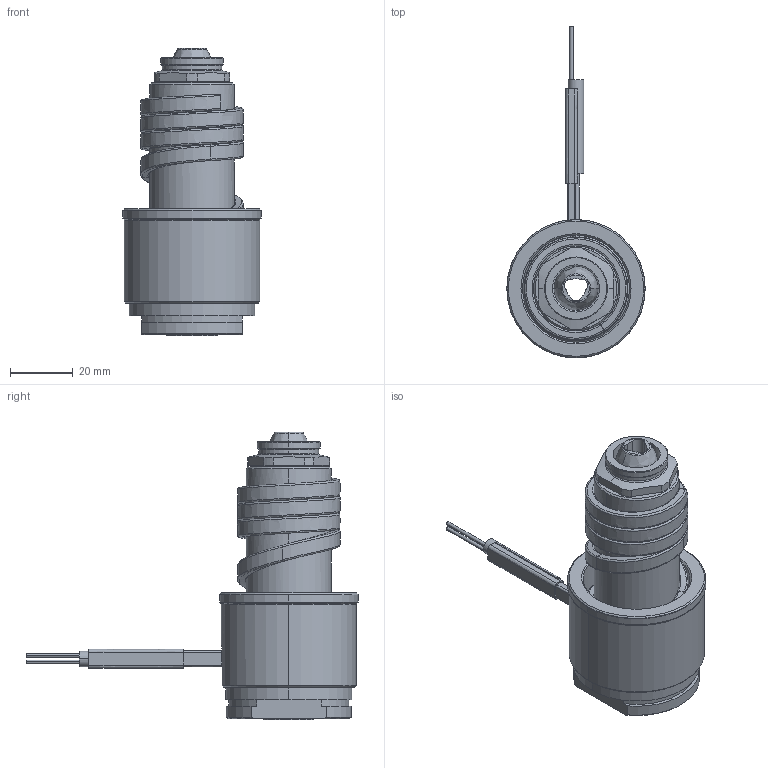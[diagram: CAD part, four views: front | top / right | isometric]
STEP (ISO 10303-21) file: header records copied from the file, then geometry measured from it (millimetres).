
FILE_DESCRIPTION((''),'2;1');
FILE_NAME('EL-96-CEG','2014-03-04T',('Íàòàëüÿ'),('IMID'),'PRO/ENGINEER BY PARAMETRIC TECHNOLOGY CORPORATION, 2010180','PRO/ENGINEER BY PARAMETRIC TECHNOLOGY CORPORATION, 2010180','');
FILE_SCHEMA(('CONFIG_CONTROL_DESIGN'));
Length unit declared in the file: millimetre
Products named in the file (1): EL-96-CEG
Bounding box: 44 x 105.5 x 91.3 mm (x, y, z)
Volume: 75249.3 mm3; surface area: 30945.3 mm2
Topology: 1 solids, 8 shells, 312 faces, 762 edges, 454 vertices
Faces by surface type: cylinder 106, cone 56, plane 53, bspline 52, torus 28, revolution 9, extrusion 8
Entity records: 15011 total; most frequent: CARTESIAN_POINT 7972, ORIENTED_EDGE 1484, DIRECTION 1397, EDGE_CURVE 754, AXIS2_PLACEMENT_3D 557, VERTEX_POINT 454, EDGE_LOOP 336, CIRCLE 313
